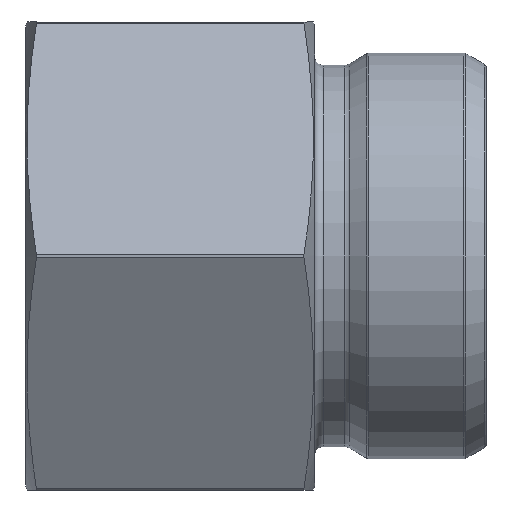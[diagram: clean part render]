
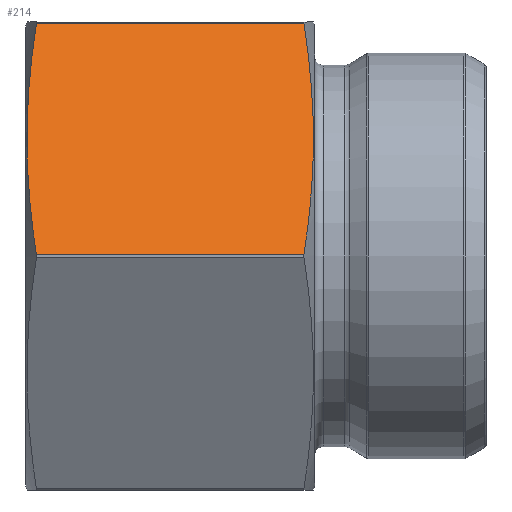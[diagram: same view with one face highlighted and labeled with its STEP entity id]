
A CAD part, front view. The second image highlights one B-rep face of the part: STEP entity #214.
In plain terms, the highlighted planar face has unit normal (0, -0.866, 0.5).
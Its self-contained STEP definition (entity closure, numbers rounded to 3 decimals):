
#214=ADVANCED_FACE('',(#262),#251,.F.);
#251=PLANE('',#609);
#262=FACE_OUTER_BOUND('',#274,.T.);
#274=EDGE_LOOP('',(#368,#369,#370,#371));
#338=LINE('',#866,#350);
#339=LINE('',#876,#351);
#350=VECTOR('',#688,1.);
#351=VECTOR('',#693,1.);
#368=ORIENTED_EDGE('',*,*,#538,.F.);
#369=ORIENTED_EDGE('',*,*,#539,.F.);
#370=ORIENTED_EDGE('',*,*,#540,.T.);
#371=ORIENTED_EDGE('',*,*,#536,.T.);
#486=VERTEX_POINT('',#865);
#487=VERTEX_POINT('',#867);
#488=VERTEX_POINT('',#875);
#489=VERTEX_POINT('',#877);
#536=EDGE_CURVE('',#487,#486,#338,.T.);
#538=EDGE_CURVE('',#488,#486,#594,.T.);
#539=EDGE_CURVE('',#489,#488,#339,.T.);
#540=EDGE_CURVE('',#489,#487,#595,.T.);
#594=B_SPLINE_CURVE_WITH_KNOTS('',3,(#870,#871,#872,#873,#874),
 .UNSPECIFIED.,.F.,.F.,(4,1,4),(0.,0.5,1.),.UNSPECIFIED.);
#595=B_SPLINE_CURVE_WITH_KNOTS('',3,(#878,#879,#880,#881,#882),
 .UNSPECIFIED.,.F.,.F.,(4,1,4),(0.,0.5,1.),.UNSPECIFIED.);
#609=AXIS2_PLACEMENT_3D('',#883,#694,#695);
#688=DIRECTION('',(-1.,0.,0.));
#693=DIRECTION('',(-1.,0.,0.));
#694=DIRECTION('',(0.,0.866,-0.5));
#695=DIRECTION('',(0.,0.5,0.866));
#865=CARTESIAN_POINT('',(1.348,-17.432,29.807));
#866=CARTESIAN_POINT('',(59.,-17.432,29.807));
#867=CARTESIAN_POINT('',(35.652,-17.432,29.807));
#870=CARTESIAN_POINT('',(1.348,-34.529,0.193));
#871=CARTESIAN_POINT('',(0.592,-31.68,5.129));
#872=CARTESIAN_POINT('',(-0.324,-25.981,15.));
#873=CARTESIAN_POINT('',(0.592,-20.282,24.871));
#874=CARTESIAN_POINT('',(1.348,-17.432,29.807));
#875=CARTESIAN_POINT('',(1.348,-34.529,0.193));
#876=CARTESIAN_POINT('',(59.,-34.529,0.193));
#877=CARTESIAN_POINT('',(35.652,-34.529,0.193));
#878=CARTESIAN_POINT('',(35.652,-34.529,0.193));
#879=CARTESIAN_POINT('',(36.408,-31.68,5.129));
#880=CARTESIAN_POINT('',(37.324,-25.981,15.));
#881=CARTESIAN_POINT('',(36.408,-20.282,24.871));
#882=CARTESIAN_POINT('',(35.652,-17.432,29.807));
#883=CARTESIAN_POINT('',(59.,-17.432,29.807));
